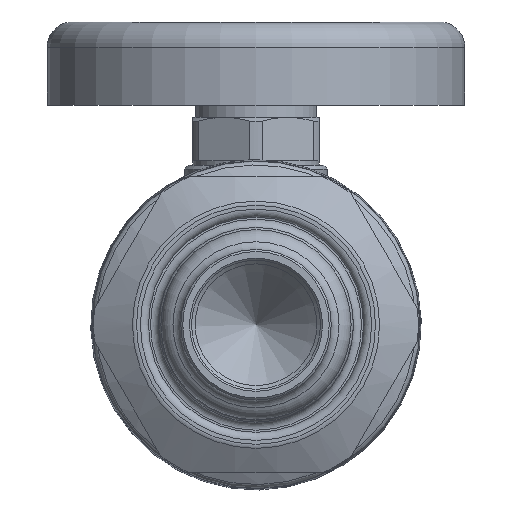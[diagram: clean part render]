
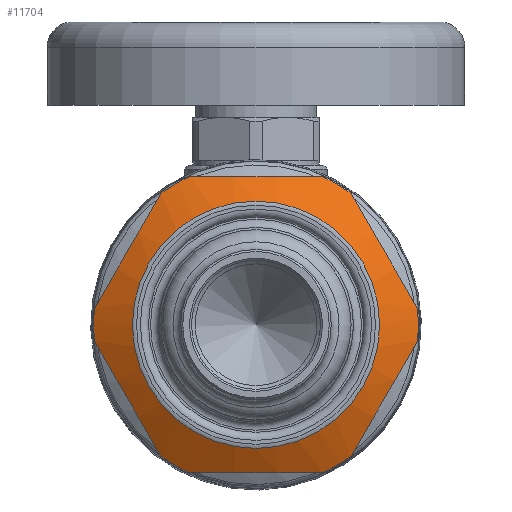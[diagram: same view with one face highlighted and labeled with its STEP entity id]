
A CAD part, front view. The second image highlights one B-rep face of the part: STEP entity #11704.
In plain terms, the highlighted conical face has half-angle 60 degrees and reference radius 17.78 mm.
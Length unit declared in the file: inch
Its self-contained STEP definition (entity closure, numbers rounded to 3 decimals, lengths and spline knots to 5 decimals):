
#600=(
BOUNDED_CURVE()
B_SPLINE_CURVE(2,(#21277,#21278,#21279),.UNSPECIFIED.,.F.,.F.)
B_SPLINE_CURVE_WITH_KNOTS((3,3),(0.,1.67512),.UNSPECIFIED.)
CURVE()
GEOMETRIC_REPRESENTATION_ITEM()
RATIONAL_B_SPLINE_CURVE((1.,1.096,1.))
REPRESENTATION_ITEM('')
);
#601=(
BOUNDED_CURVE()
B_SPLINE_CURVE(2,(#21283,#21284,#21285),.UNSPECIFIED.,.F.,.F.)
B_SPLINE_CURVE_WITH_KNOTS((3,3),(0.,1.67512),.UNSPECIFIED.)
CURVE()
GEOMETRIC_REPRESENTATION_ITEM()
RATIONAL_B_SPLINE_CURVE((1.,1.096,1.))
REPRESENTATION_ITEM('')
);
#602=(
BOUNDED_CURVE()
B_SPLINE_CURVE(2,(#21289,#21290,#21291),.UNSPECIFIED.,.F.,.F.)
B_SPLINE_CURVE_WITH_KNOTS((3,3),(0.,1.67512),.UNSPECIFIED.)
CURVE()
GEOMETRIC_REPRESENTATION_ITEM()
RATIONAL_B_SPLINE_CURVE((1.,1.096,1.))
REPRESENTATION_ITEM('')
);
#603=(
BOUNDED_CURVE()
B_SPLINE_CURVE(2,(#21295,#21296,#21297),.UNSPECIFIED.,.F.,.F.)
B_SPLINE_CURVE_WITH_KNOTS((3,3),(0.,1.67512),.UNSPECIFIED.)
CURVE()
GEOMETRIC_REPRESENTATION_ITEM()
RATIONAL_B_SPLINE_CURVE((1.,1.096,1.))
REPRESENTATION_ITEM('')
);
#604=(
BOUNDED_CURVE()
B_SPLINE_CURVE(2,(#21301,#21302,#21303),.UNSPECIFIED.,.F.,.F.)
B_SPLINE_CURVE_WITH_KNOTS((3,3),(0.,1.67512),.UNSPECIFIED.)
CURVE()
GEOMETRIC_REPRESENTATION_ITEM()
RATIONAL_B_SPLINE_CURVE((1.,1.096,1.))
REPRESENTATION_ITEM('')
);
#605=(
BOUNDED_CURVE()
B_SPLINE_CURVE(2,(#21307,#21308,#21309),.UNSPECIFIED.,.F.,.F.)
B_SPLINE_CURVE_WITH_KNOTS((3,3),(0.,1.67512),.UNSPECIFIED.)
CURVE()
GEOMETRIC_REPRESENTATION_ITEM()
RATIONAL_B_SPLINE_CURVE((1.,1.096,1.))
REPRESENTATION_ITEM('')
);
#1481=FACE_OUTER_BOUND('',#2260,.T.);
#2260=EDGE_LOOP('',(#8146,#8147,#8148,#8149,#8150,#8151,#8152,#8153,#8154,
#8155,#8156,#8157,#8158,#8159,#8160,#8161));
#2944=LINE('',#21273,#3397);
#3397=VECTOR('',#14646,0.7);
#3940=CIRCLE('',#12690,0.60928);
#3942=CIRCLE('',#12694,0.8);
#3943=CIRCLE('',#12695,0.8);
#3944=CIRCLE('',#12696,0.8);
#3945=CIRCLE('',#12697,0.8);
#3946=CIRCLE('',#12698,0.8);
#3947=CIRCLE('',#12699,0.8);
#3948=CIRCLE('',#12700,0.8);
#4762=VERTEX_POINT('',#21265);
#4764=VERTEX_POINT('',#21272);
#4765=VERTEX_POINT('',#21274);
#4766=VERTEX_POINT('',#21276);
#4767=VERTEX_POINT('',#21280);
#4768=VERTEX_POINT('',#21282);
#4769=VERTEX_POINT('',#21286);
#4770=VERTEX_POINT('',#21288);
#4771=VERTEX_POINT('',#21292);
#4772=VERTEX_POINT('',#21294);
#4773=VERTEX_POINT('',#21298);
#4774=VERTEX_POINT('',#21300);
#4775=VERTEX_POINT('',#21304);
#4776=VERTEX_POINT('',#21306);
#5950=EDGE_CURVE('',#4762,#4762,#3940,.T.);
#5952=EDGE_CURVE('',#4762,#4764,#2944,.T.);
#5953=EDGE_CURVE('',#4765,#4764,#3942,.T.);
#5954=EDGE_CURVE('',#4766,#4765,#600,.T.);
#5955=EDGE_CURVE('',#4767,#4766,#3943,.T.);
#5956=EDGE_CURVE('',#4768,#4767,#601,.T.);
#5957=EDGE_CURVE('',#4769,#4768,#3944,.T.);
#5958=EDGE_CURVE('',#4770,#4769,#602,.T.);
#5959=EDGE_CURVE('',#4771,#4770,#3945,.T.);
#5960=EDGE_CURVE('',#4772,#4771,#603,.T.);
#5961=EDGE_CURVE('',#4773,#4772,#3946,.T.);
#5962=EDGE_CURVE('',#4774,#4773,#604,.T.);
#5963=EDGE_CURVE('',#4775,#4774,#3947,.T.);
#5964=EDGE_CURVE('',#4776,#4775,#605,.T.);
#5965=EDGE_CURVE('',#4764,#4776,#3948,.T.);
#8146=ORIENTED_EDGE('',*,*,#5950,.F.);
#8147=ORIENTED_EDGE('',*,*,#5952,.T.);
#8148=ORIENTED_EDGE('',*,*,#5953,.F.);
#8149=ORIENTED_EDGE('',*,*,#5954,.F.);
#8150=ORIENTED_EDGE('',*,*,#5955,.F.);
#8151=ORIENTED_EDGE('',*,*,#5956,.F.);
#8152=ORIENTED_EDGE('',*,*,#5957,.F.);
#8153=ORIENTED_EDGE('',*,*,#5958,.F.);
#8154=ORIENTED_EDGE('',*,*,#5959,.F.);
#8155=ORIENTED_EDGE('',*,*,#5960,.F.);
#8156=ORIENTED_EDGE('',*,*,#5961,.F.);
#8157=ORIENTED_EDGE('',*,*,#5962,.F.);
#8158=ORIENTED_EDGE('',*,*,#5963,.F.);
#8159=ORIENTED_EDGE('',*,*,#5964,.F.);
#8160=ORIENTED_EDGE('',*,*,#5965,.F.);
#8161=ORIENTED_EDGE('',*,*,#5952,.F.);
#10673=CONICAL_SURFACE('',#12693,0.7,1.047);
#11704=ADVANCED_FACE('',(#1481),#10673,.T.);
#12690=AXIS2_PLACEMENT_3D('',#21267,#14638,#14639);
#12693=AXIS2_PLACEMENT_3D('',#21271,#14644,#14645);
#12694=AXIS2_PLACEMENT_3D('',#21275,#14647,#14648);
#12695=AXIS2_PLACEMENT_3D('',#21281,#14649,#14650);
#12696=AXIS2_PLACEMENT_3D('',#21287,#14651,#14652);
#12697=AXIS2_PLACEMENT_3D('',#21293,#14653,#14654);
#12698=AXIS2_PLACEMENT_3D('',#21299,#14655,#14656);
#12699=AXIS2_PLACEMENT_3D('',#21305,#14657,#14658);
#12700=AXIS2_PLACEMENT_3D('',#21310,#14659,#14660);
#14638=DIRECTION('center_axis',(0.,-1.,0.));
#14639=DIRECTION('ref_axis',(-1.,0.,0.));
#14644=DIRECTION('center_axis',(0.,1.,0.));
#14645=DIRECTION('ref_axis',(1.,0.,0.));
#14646=DIRECTION('',(-0.866,0.5,0.));
#14647=DIRECTION('center_axis',(0.,1.,0.));
#14648=DIRECTION('ref_axis',(-1.,0.,0.));
#14649=DIRECTION('center_axis',(0.,1.,0.));
#14650=DIRECTION('ref_axis',(-1.,0.,0.));
#14651=DIRECTION('center_axis',(0.,1.,0.));
#14652=DIRECTION('ref_axis',(-1.,0.,0.));
#14653=DIRECTION('center_axis',(0.,1.,0.));
#14654=DIRECTION('ref_axis',(-1.,0.,0.));
#14655=DIRECTION('center_axis',(0.,1.,0.));
#14656=DIRECTION('ref_axis',(-1.,0.,0.));
#14657=DIRECTION('center_axis',(0.,1.,0.));
#14658=DIRECTION('ref_axis',(-1.,0.,0.));
#14659=DIRECTION('center_axis',(0.,1.,0.));
#14660=DIRECTION('ref_axis',(-1.,0.,0.));
#21265=CARTESIAN_POINT('',(-0.60928,-2.00629,0.));
#21267=CARTESIAN_POINT('Origin',(0.,-2.00629,
0.));
#21271=CARTESIAN_POINT('Origin',(0.,-1.95392,
0.));
#21272=CARTESIAN_POINT('',(-0.8,-1.89618,0.));
#21273=CARTESIAN_POINT('',(-0.7,-1.95392,0.));
#21274=CARTESIAN_POINT('',(-0.79583,-1.89618,-0.08158));
#21275=CARTESIAN_POINT('Origin',(0.,-1.89618,0.));
#21276=CARTESIAN_POINT('',(-0.46857,-1.89618,-0.64842));
#21277=CARTESIAN_POINT('Ctrl Pts',(-0.46857,-1.89618,
-0.64842));
#21278=CARTESIAN_POINT('Ctrl Pts',(-0.6322,-1.97348,
-0.365));
#21279=CARTESIAN_POINT('Ctrl Pts',(-0.79583,-1.89618,
-0.08158));
#21280=CARTESIAN_POINT('',(-0.32726,-1.89618,-0.73));
#21281=CARTESIAN_POINT('Origin',(0.,-1.89618,0.));
#21282=CARTESIAN_POINT('',(0.32726,-1.89618,-0.73));
#21283=CARTESIAN_POINT('Ctrl Pts',(0.32726,-1.89618,
-0.73));
#21284=CARTESIAN_POINT('Ctrl Pts',(0.,-1.97348,
-0.73));
#21285=CARTESIAN_POINT('Ctrl Pts',(-0.32726,-1.89618,
-0.73));
#21286=CARTESIAN_POINT('',(0.46857,-1.89618,-0.64842));
#21287=CARTESIAN_POINT('Origin',(0.,-1.89618,0.));
#21288=CARTESIAN_POINT('',(0.79583,-1.89618,-0.08158));
#21289=CARTESIAN_POINT('Ctrl Pts',(0.79583,-1.89618,
-0.08158));
#21290=CARTESIAN_POINT('Ctrl Pts',(0.6322,-1.97348,-0.365));
#21291=CARTESIAN_POINT('Ctrl Pts',(0.46857,-1.89618,
-0.64842));
#21292=CARTESIAN_POINT('',(0.79583,-1.89618,0.08158));
#21293=CARTESIAN_POINT('Origin',(0.,-1.89618,0.));
#21294=CARTESIAN_POINT('',(0.46857,-1.89618,0.64842));
#21295=CARTESIAN_POINT('Ctrl Pts',(0.46857,-1.89618,
0.64842));
#21296=CARTESIAN_POINT('Ctrl Pts',(0.6322,-1.97348,0.365));
#21297=CARTESIAN_POINT('Ctrl Pts',(0.79583,-1.89618,
0.08158));
#21298=CARTESIAN_POINT('',(0.32726,-1.89618,0.73));
#21299=CARTESIAN_POINT('Origin',(0.,-1.89618,0.));
#21300=CARTESIAN_POINT('',(-0.32726,-1.89618,0.73));
#21301=CARTESIAN_POINT('Ctrl Pts',(-0.32726,-1.89618,
0.73));
#21302=CARTESIAN_POINT('Ctrl Pts',(0.,-1.97348,
0.73));
#21303=CARTESIAN_POINT('Ctrl Pts',(0.32726,-1.89618,
0.73));
#21304=CARTESIAN_POINT('',(-0.46857,-1.89618,0.64842));
#21305=CARTESIAN_POINT('Origin',(0.,-1.89618,0.));
#21306=CARTESIAN_POINT('',(-0.79583,-1.89618,0.08158));
#21307=CARTESIAN_POINT('Ctrl Pts',(-0.79583,-1.89618,
0.08158));
#21308=CARTESIAN_POINT('Ctrl Pts',(-0.6322,-1.97348,
0.365));
#21309=CARTESIAN_POINT('Ctrl Pts',(-0.46857,-1.89618,
0.64842));
#21310=CARTESIAN_POINT('Origin',(0.,-1.89618,0.));
